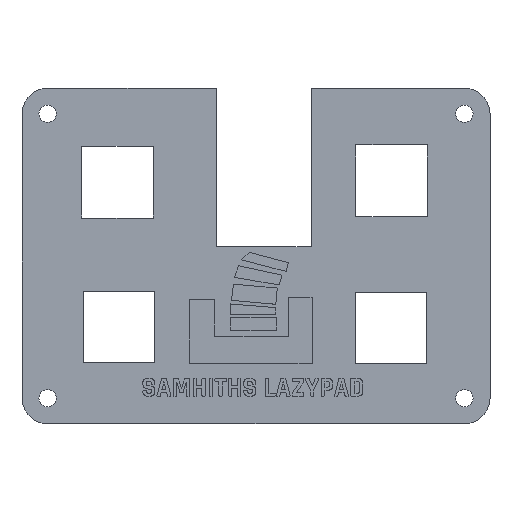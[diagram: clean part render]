
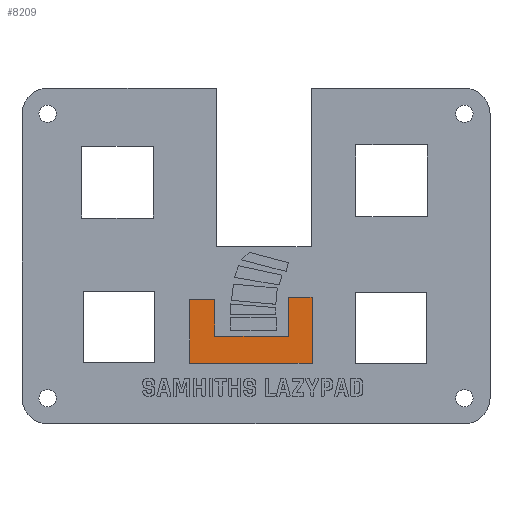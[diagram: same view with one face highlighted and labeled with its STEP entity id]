
A CAD part, top view. The second image highlights one B-rep face of the part: STEP entity #8209.
In plain terms, the highlighted planar face has unit normal (0, 0, 1).
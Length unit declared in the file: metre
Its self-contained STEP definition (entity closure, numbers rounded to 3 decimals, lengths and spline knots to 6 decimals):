
#1062=LINE('',#14086,#1887);
#1063=LINE('',#14089,#1888);
#1064=LINE('',#14091,#1889);
#1065=LINE('',#14093,#1890);
#1066=LINE('',#14095,#1891);
#1067=LINE('',#14097,#1892);
#1068=LINE('',#14099,#1893);
#1069=LINE('',#14101,#1894);
#1887=VECTOR('',#10110,1.);
#1888=VECTOR('',#10111,1.);
#1889=VECTOR('',#10112,1.);
#1890=VECTOR('',#10113,1.);
#1891=VECTOR('',#10114,1.);
#1892=VECTOR('',#10115,1.);
#1893=VECTOR('',#10116,1.);
#1894=VECTOR('',#10117,1.);
#4201=ORIENTED_EDGE('',*,*,#5484,.T.);
#4202=ORIENTED_EDGE('',*,*,#5485,.T.);
#4203=ORIENTED_EDGE('',*,*,#5486,.T.);
#4204=ORIENTED_EDGE('',*,*,#5487,.F.);
#4205=ORIENTED_EDGE('',*,*,#5488,.F.);
#4206=ORIENTED_EDGE('',*,*,#5489,.F.);
#4207=ORIENTED_EDGE('',*,*,#5490,.F.);
#4208=ORIENTED_EDGE('',*,*,#5491,.F.);
#5484=EDGE_CURVE('',#6314,#6315,#1062,.T.);
#5485=EDGE_CURVE('',#6315,#6316,#1063,.T.);
#5486=EDGE_CURVE('',#6316,#6317,#1064,.T.);
#5487=EDGE_CURVE('',#6318,#6317,#1065,.T.);
#5488=EDGE_CURVE('',#6319,#6318,#1066,.T.);
#5489=EDGE_CURVE('',#6320,#6319,#1067,.T.);
#5490=EDGE_CURVE('',#6321,#6320,#1068,.T.);
#5491=EDGE_CURVE('',#6314,#6321,#1069,.T.);
#6314=VERTEX_POINT('',#14087);
#6315=VERTEX_POINT('',#14088);
#6316=VERTEX_POINT('',#14090);
#6317=VERTEX_POINT('',#14092);
#6318=VERTEX_POINT('',#14094);
#6319=VERTEX_POINT('',#14096);
#6320=VERTEX_POINT('',#14098);
#6321=VERTEX_POINT('',#14100);
#7063=EDGE_LOOP('',(#4201,#4202,#4203,#4204,#4205,#4206,#4207,#4208));
#7538=FACE_BOUND('',#7063,.T.);
#7780=PLANE('',#8605);
#8209=ADVANCED_FACE('',(#7538),#7780,.T.);
#8605=AXIS2_PLACEMENT_3D('',#14085,#10108,#10109);
#10108=DIRECTION('',(0.,0.,1.));
#10109=DIRECTION('',(1.,0.,0.));
#10110=DIRECTION('',(0.,-1.,0.));
#10111=DIRECTION('',(1.,0.,0.));
#10112=DIRECTION('',(0.,1.,0.));
#10113=DIRECTION('',(1.,0.,0.));
#10114=DIRECTION('',(0.,1.,0.));
#10115=DIRECTION('',(1.,0.,0.));
#10116=DIRECTION('',(0.,-1.,0.));
#10117=DIRECTION('',(1.,0.,0.));
#14085=CARTESIAN_POINT('',(-0.036114,0.062038,0.0025));
#14086=CARTESIAN_POINT('',(-0.049114,0.047292,0.0025));
#14087=CARTESIAN_POINT('',(-0.049114,0.053524,0.0025));
#14088=CARTESIAN_POINT('',(-0.049114,0.041061,0.0025));
#14089=CARTESIAN_POINT('',(-0.036981,0.041061,0.0025));
#14090=CARTESIAN_POINT('',(-0.025154,0.041061,0.0025));
#14091=CARTESIAN_POINT('',(-0.025154,0.047521,0.0025));
#14092=CARTESIAN_POINT('',(-0.025154,0.053982,0.0025));
#14093=CARTESIAN_POINT('',(-0.027469,0.053982,0.0025));
#14094=CARTESIAN_POINT('',(-0.029783,0.053982,0.0025));
#14095=CARTESIAN_POINT('',(-0.029783,0.050167,0.0025));
#14096=CARTESIAN_POINT('',(-0.029783,0.046351,0.0025));
#14097=CARTESIAN_POINT('',(-0.036981,0.046351,0.0025));
#14098=CARTESIAN_POINT('',(-0.044179,0.046351,0.0025));
#14099=CARTESIAN_POINT('',(-0.044179,0.049938,0.0025));
#14100=CARTESIAN_POINT('',(-0.044179,0.053524,0.0025));
#14101=CARTESIAN_POINT('',(-0.046646,0.053524,0.0025));
